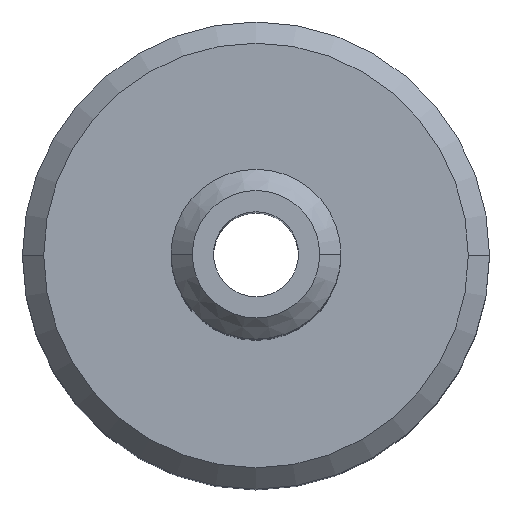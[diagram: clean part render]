
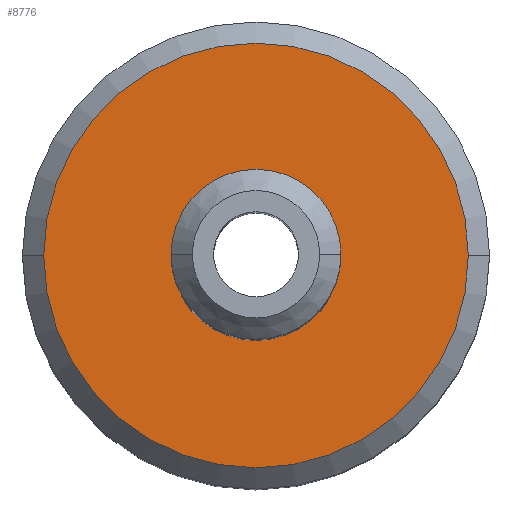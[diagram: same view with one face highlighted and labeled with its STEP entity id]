
A CAD part, top view. The second image highlights one B-rep face of the part: STEP entity #8776.
In plain terms, the highlighted planar face has unit normal (0, 0, 1).
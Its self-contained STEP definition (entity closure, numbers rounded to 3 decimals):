
#326 = PLANE ( 'NONE',  #9450 ) ;
#428 = DIRECTION ( 'NONE',  ( -1., 0., 0. ) ) ;
#759 = FACE_BOUND ( 'NONE', #7712, .T. ) ;
#765 = DIRECTION ( 'NONE',  ( 0., 0., 1. ) ) ;
#1657 = EDGE_CURVE ( 'NONE', #11727, #6556, #2212, .T. ) ;
#2113 = VERTEX_POINT ( 'NONE', #7166 ) ;
#2154 = DIRECTION ( 'NONE',  ( 0., 0., 1. ) ) ;
#2212 = CIRCLE ( 'NONE', #5296, 2. ) ;
#2545 = CARTESIAN_POINT ( 'NONE',  ( 0., 0., -17.5 ) ) ;
#3321 = EDGE_CURVE ( 'NONE', #13472, #2113, #12017, .T. ) ;
#3379 = ORIENTED_EDGE ( 'NONE', *, *, #11849, .T. ) ;
#3426 = EDGE_CURVE ( 'NONE', #6556, #11727, #3891, .T. ) ;
#3891 = CIRCLE ( 'NONE', #13115, 2. ) ;
#4409 = CARTESIAN_POINT ( 'NONE',  ( 0., 0., -17.5 ) ) ;
#4430 = ORIENTED_EDGE ( 'NONE', *, *, #3321, .T. ) ;
#4522 = CARTESIAN_POINT ( 'NONE',  ( -2., 0., -17.5 ) ) ;
#4565 = EDGE_LOOP ( 'NONE', ( #4430, #3379 ) ) ;
#4750 = AXIS2_PLACEMENT_3D ( 'NONE', #7499, #765, #8642 ) ;
#4805 = CARTESIAN_POINT ( 'NONE',  ( 2., 0., -17.5 ) ) ;
#5008 = CARTESIAN_POINT ( 'NONE',  ( -5., 0., -17.5 ) ) ;
#5296 = AXIS2_PLACEMENT_3D ( 'NONE', #10044, #2154, #8903 ) ;
#5542 = DIRECTION ( 'NONE',  ( -1., 0., 0. ) ) ;
#6290 = DIRECTION ( 'NONE',  ( -1., 0., 0. ) ) ;
#6556 = VERTEX_POINT ( 'NONE', #4805 ) ;
#6747 = FACE_OUTER_BOUND ( 'NONE', #4565, .T. ) ;
#7161 = DIRECTION ( 'NONE',  ( 0., 0., -1. ) ) ;
#7166 = CARTESIAN_POINT ( 'NONE',  ( 5., 0., -17.5 ) ) ;
#7499 = CARTESIAN_POINT ( 'NONE',  ( 0., 0., -17.5 ) ) ;
#7592 = ORIENTED_EDGE ( 'NONE', *, *, #1657, .F. ) ;
#7712 = EDGE_LOOP ( 'NONE', ( #8289, #7592 ) ) ;
#8289 = ORIENTED_EDGE ( 'NONE', *, *, #3426, .F. ) ;
#8642 = DIRECTION ( 'NONE',  ( -1., 0., 0. ) ) ;
#8776 = ADVANCED_FACE ( 'NONE', ( #6747, #759 ), #326, .F. ) ;
#8903 = DIRECTION ( 'NONE',  ( -1., 0., 0. ) ) ;
#9450 = AXIS2_PLACEMENT_3D ( 'NONE', #13998, #7161, #428 ) ;
#10044 = CARTESIAN_POINT ( 'NONE',  ( 0., 0., -17.5 ) ) ;
#10080 = CIRCLE ( 'NONE', #11323, 5. ) ;
#11323 = AXIS2_PLACEMENT_3D ( 'NONE', #2545, #13116, #6290 ) ;
#11727 = VERTEX_POINT ( 'NONE', #4522 ) ;
#11849 = EDGE_CURVE ( 'NONE', #2113, #13472, #10080, .T. ) ;
#12017 = CIRCLE ( 'NONE', #4750, 5. ) ;
#12322 = DIRECTION ( 'NONE',  ( 0., 0., 1. ) ) ;
#13115 = AXIS2_PLACEMENT_3D ( 'NONE', #4409, #12322, #5542 ) ;
#13116 = DIRECTION ( 'NONE',  ( 0., 0., 1. ) ) ;
#13472 = VERTEX_POINT ( 'NONE', #5008 ) ;
#13998 = CARTESIAN_POINT ( 'NONE',  ( 0., 0., -17.5 ) ) ;
